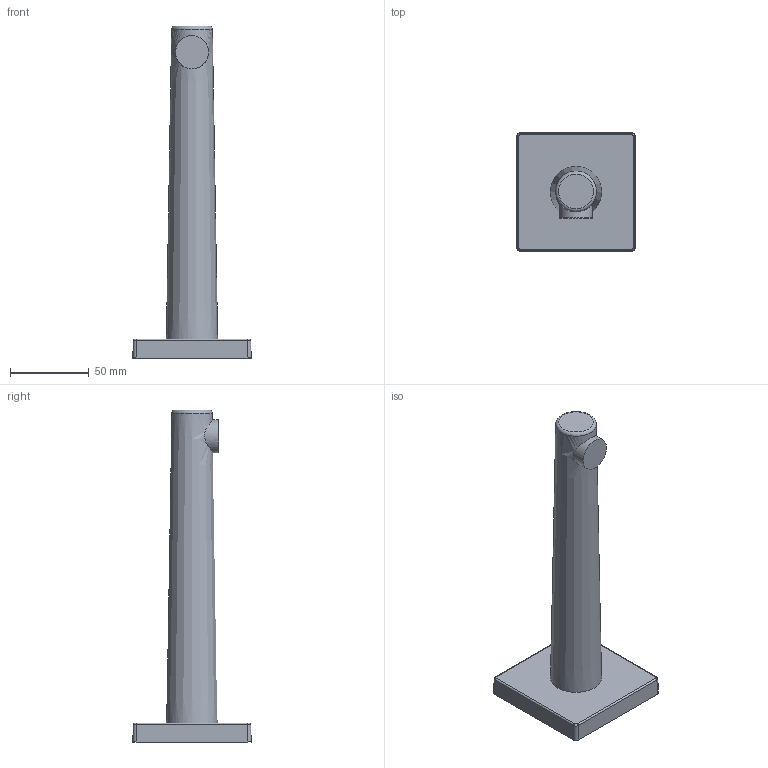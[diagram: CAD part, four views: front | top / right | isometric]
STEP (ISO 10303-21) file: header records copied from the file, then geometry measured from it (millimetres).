
FILE_DESCRIPTION (( 'STEP AP203' ), '1' );
FILE_NAME ('211002(2016)+55722100.STEP', '2017-03-09T05:45:10', ( '' ), ( '' ), 'SwSTEP 2.0', 'SolidWorks 2016', '' );
FILE_SCHEMA (( 'CONFIG_CONTROL_DESIGN' ));
Length unit declared in the file: millimetre
Products named in the file (1): 211002(2016)+55722100
Bounding box: 75 x 75 x 210.62 mm (x, y, z)
Volume: 201797.1 mm3; surface area: 32791.4 mm2
Topology: 1 solids, 1 shells, 23 faces, 50 edges, 31 vertices
Faces by surface type: cylinder 9, plane 7, bspline 4, sphere 1, cone 1, torus 1
Full cylindrical faces by diameter (mm): 21 x1
Entity records: 819 total; most frequent: CARTESIAN_POINT 303, ORIENTED_EDGE 90, DIRECTION 84, EDGE_CURVE 45, AXIS2_PLACEMENT_3D 32, VERTEX_POINT 29, EDGE_LOOP 28, FACE_OUTER_BOUND 25
